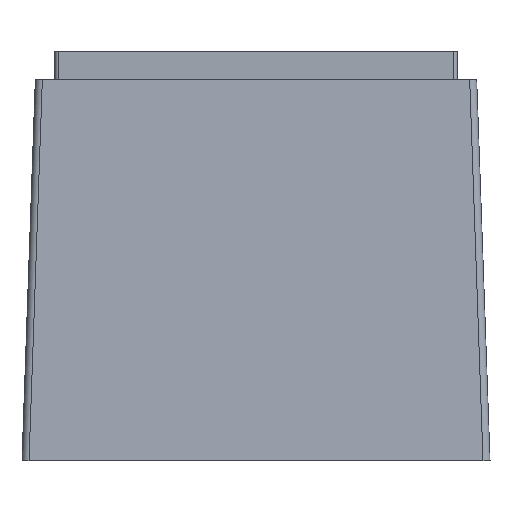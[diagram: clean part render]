
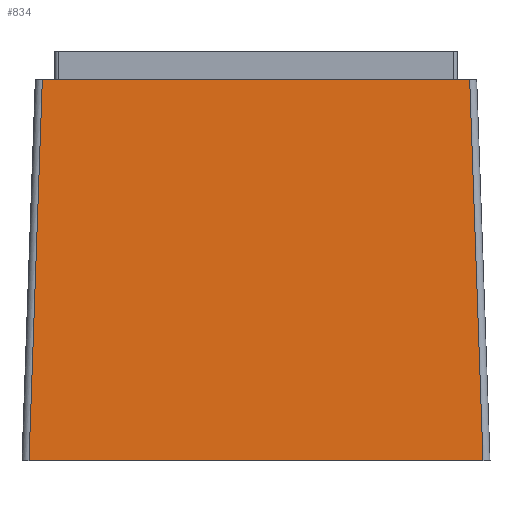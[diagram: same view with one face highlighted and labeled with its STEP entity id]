
A CAD part, left-side view. The second image highlights one B-rep face of the part: STEP entity #834.
In plain terms, the highlighted planar face has unit normal (-0.999, 0, 0.035).
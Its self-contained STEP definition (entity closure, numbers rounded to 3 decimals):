
#814=AXIS2_PLACEMENT_3D('Plane Axis2P3D',#811,#812,#813) ;
#543=CARTESIAN_POINT('Vertex',(0.,0.3,0.)) ;
#546=CARTESIAN_POINT('Line Origine',(0.,10.,0.)) ;
#550=CARTESIAN_POINT('Vertex',(0.,19.7,0.)) ;
#789=CARTESIAN_POINT('Line Origine',(-0.796,20.496,-22.803)) ;
#793=CARTESIAN_POINT('Vertex',(0.569,19.131,16.3)) ;
#811=CARTESIAN_POINT('Axis2P3D Location',(0.,20.,0.)) ;
#816=CARTESIAN_POINT('Line Origine',(0.285,0.584,8.15)) ;
#820=CARTESIAN_POINT('Vertex',(0.569,0.869,16.3)) ;
#823=CARTESIAN_POINT('Line Origine',(0.569,10.,16.3)) ;
#547=DIRECTION('Vector Direction',(0.,1.,0.)) ;
#790=DIRECTION('Vector Direction',(0.035,-0.035,0.999)) ;
#812=DIRECTION('Axis2P3D Direction',(-0.999,0.,0.035)) ;
#813=DIRECTION('Axis2P3D XDirection',(0.,-1.,0.)) ;
#817=DIRECTION('Vector Direction',(0.035,0.035,0.999)) ;
#824=DIRECTION('Vector Direction',(0.,1.,0.)) ;
#548=VECTOR('Line Direction',#547,1.) ;
#791=VECTOR('Line Direction',#790,1.) ;
#818=VECTOR('Line Direction',#817,1.) ;
#825=VECTOR('Line Direction',#824,1.) ;
#829=ORIENTED_EDGE('',*,*,#552,.F.) ;
#830=ORIENTED_EDGE('',*,*,#822,.T.) ;
#831=ORIENTED_EDGE('',*,*,#827,.T.) ;
#832=ORIENTED_EDGE('',*,*,#795,.F.) ;
#834=ADVANCED_FACE('K\X2\00F6\X0\rper',(#833),#815,.T.) ;
#552=EDGE_CURVE('',#544,#551,#549,.T.) ;
#795=EDGE_CURVE('',#551,#794,#792,.T.) ;
#822=EDGE_CURVE('',#544,#821,#819,.T.) ;
#827=EDGE_CURVE('',#821,#794,#826,.T.) ;
#828=EDGE_LOOP('',(#829,#830,#831,#832)) ;
#833=FACE_OUTER_BOUND('',#828,.T.) ;
#549=LINE('Line',#546,#548) ;
#792=LINE('Line',#789,#791) ;
#819=LINE('Line',#816,#818) ;
#826=LINE('Line',#823,#825) ;
#815=PLANE('',#814) ;
#544=VERTEX_POINT('',#543) ;
#551=VERTEX_POINT('',#550) ;
#794=VERTEX_POINT('',#793) ;
#821=VERTEX_POINT('',#820) ;
